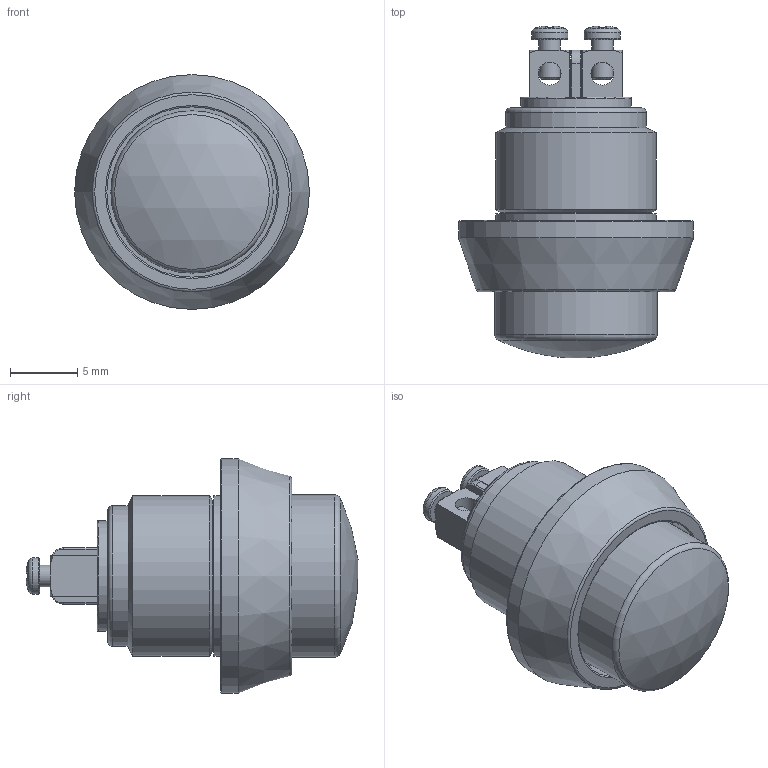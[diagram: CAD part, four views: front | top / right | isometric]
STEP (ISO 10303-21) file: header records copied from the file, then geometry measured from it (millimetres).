
FILE_DESCRIPTION(/* description */ (''),/* implementation_level */ '2;1');
FILE_NAME(/* name */ 'PV5H640xx.stp',/* time_stamp */ '2025-05-28T15:57:21-05:00',/* author */ ('mroman'),/* organization */ (''),/* preprocessor_version */ 'ST-DEVELOPER v18.1',/* originating_system */ 'Autodesk Inventor 2022',/* authorisation */ '');
FILE_SCHEMA (('AUTOMOTIVE_DESIGN { 1 0 10303 214 3 1 1 }'));
Length unit declared in the file: centimetre
Products named in the file (1): PV5H640xx
Bounding box: 17.5 x 24.75 x 17.5 mm (x, y, z)
Volume: 2567.8 mm3; surface area: 1591.9 mm2
Topology: 1 solids, 1 shells, 153 faces, 390 edges, 256 vertices
Faces by surface type: plane 54, bspline 42, cylinder 35, torus 16, cone 5, sphere 1
Full cylindrical faces by diameter (mm): 1.6 x4, 1.7 x2, 2.7 x2, 8.25 x1, 9.65 x1, 10.5 x1, 11.2 x1, 12 x2, 12.1 x1, 12.7 x1, 13.4 x1, 16.2 x1, 17.5 x1
Entity records: 5933 total; most frequent: CARTESIAN_POINT 2462, ORIENTED_EDGE 780, DIRECTION 608, EDGE_CURVE 390, VERTEX_POINT 256, AXIS2_PLACEMENT_3D 242, EDGE_LOOP 174, FACE_OUTER_BOUND 153
